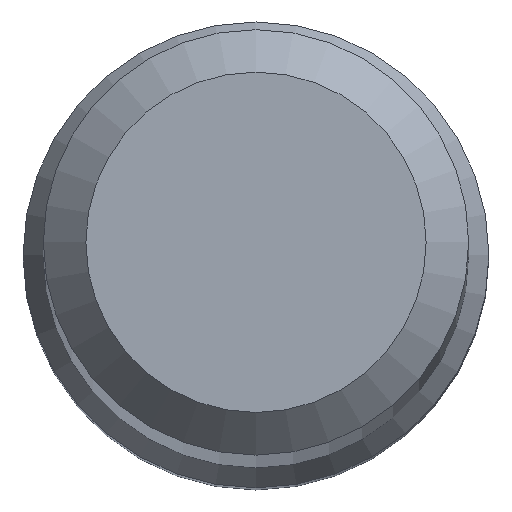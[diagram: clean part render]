
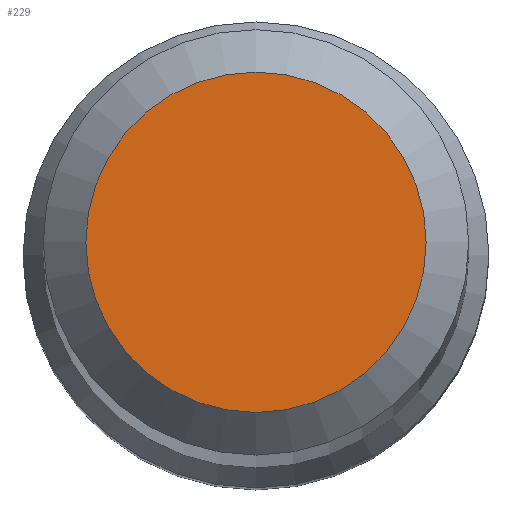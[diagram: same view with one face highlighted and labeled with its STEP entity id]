
A CAD part, top view. The second image highlights one B-rep face of the part: STEP entity #229.
In plain terms, the highlighted planar face has unit normal (0, 0, 1).
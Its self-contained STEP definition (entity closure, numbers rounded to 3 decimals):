
#14 = VERTEX_POINT ( 'NONE', #242 ) ;
#21 = DIRECTION ( 'NONE',  ( 0., 0., -1. ) ) ;
#65 = DIRECTION ( 'NONE',  ( 0., 1., 0. ) ) ;
#79 = CARTESIAN_POINT ( 'NONE',  ( 0., 0., 80. ) ) ;
#102 = CARTESIAN_POINT ( 'NONE',  ( 0., 0., 80. ) ) ;
#109 = AXIS2_PLACEMENT_3D ( 'NONE', #102, #21, #65 ) ;
#112 = EDGE_LOOP ( 'NONE', ( #215 ) ) ;
#126 = DIRECTION ( 'NONE',  ( 0., 1., 0. ) ) ;
#155 = EDGE_CURVE ( 'NONE', #14, #14, #223, .T. ) ;
#172 = AXIS2_PLACEMENT_3D ( 'NONE', #79, #213, #126 ) ;
#192 = FACE_OUTER_BOUND ( 'NONE', #112, .T. ) ;
#197 = PLANE ( 'NONE',  #109 ) ;
#213 = DIRECTION ( 'NONE',  ( 0., 0., -1. ) ) ;
#215 = ORIENTED_EDGE ( 'NONE', *, *, #155, .F. ) ;
#223 = CIRCLE ( 'NONE', #172, 1.6 ) ;
#229 = ADVANCED_FACE ( 'NONE', ( #192 ), #197, .F. ) ;
#242 = CARTESIAN_POINT ( 'NONE',  ( 0., 1.6, 80. ) ) ;
